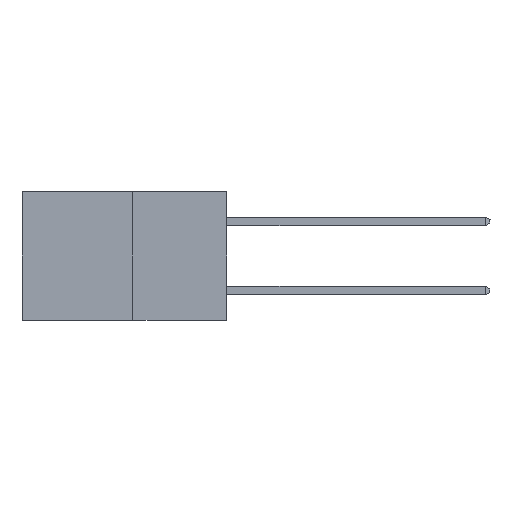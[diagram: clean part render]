
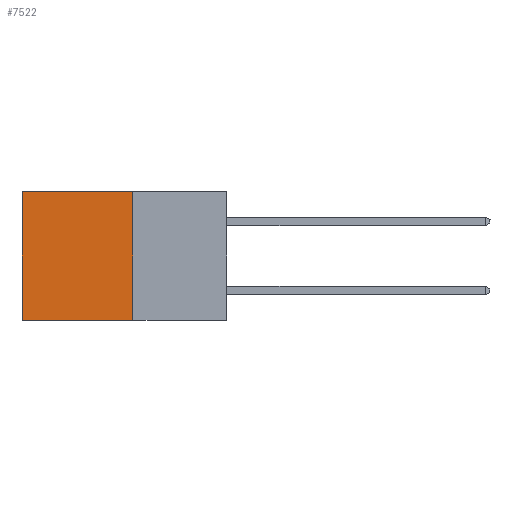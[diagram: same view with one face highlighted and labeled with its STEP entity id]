
A CAD part, left-side view. The second image highlights one B-rep face of the part: STEP entity #7522.
In plain terms, the highlighted planar face has unit normal (-1, 0, 0).
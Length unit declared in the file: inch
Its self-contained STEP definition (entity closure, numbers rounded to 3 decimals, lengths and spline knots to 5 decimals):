
#94 = ORIENTED_EDGE ( 'NONE', *, *, #2402, .T. ) ;
#156 = CARTESIAN_POINT ( 'NONE',  ( 0.277, 0.27, 0. ) ) ;
#689 = CARTESIAN_POINT ( 'NONE',  ( 0.277, 0.27, -0.37 ) ) ;
#895 = CARTESIAN_POINT ( 'NONE',  ( 0.277, 0.27, -0.37 ) ) ;
#1487 = VECTOR ( 'NONE', #12089, 39.37008 ) ;
#1980 = LINE ( 'NONE', #156, #1487 ) ;
#2078 = CARTESIAN_POINT ( 'NONE',  ( 0.277, 0.27, -0.37 ) ) ;
#2257 = DIRECTION ( 'NONE',  ( 1., 0., 0. ) ) ;
#2402 = EDGE_CURVE ( 'NONE', #17028, #2613, #9505, .T. ) ;
#2613 = VERTEX_POINT ( 'NONE', #5483 ) ;
#2946 = EDGE_CURVE ( 'NONE', #17816, #12593, #16078, .T. ) ;
#3067 = EDGE_LOOP ( 'NONE', ( #94, #4101, #12056, #8582 ) ) ;
#4101 = ORIENTED_EDGE ( 'NONE', *, *, #18397, .F. ) ;
#4847 = CARTESIAN_POINT ( 'NONE',  ( 0.277, 0.27, 0. ) ) ;
#5369 = LINE ( 'NONE', #2078, #12814 ) ;
#5483 = CARTESIAN_POINT ( 'NONE',  ( 0.277, 0.59, -0.37 ) ) ;
#5505 = VECTOR ( 'NONE', #16192, 39.37008 ) ;
#7240 = EDGE_CURVE ( 'NONE', #17816, #17028, #1980, .T. ) ;
#7522 = ADVANCED_FACE ( 'NONE', ( #12206 ), #18287, .F. ) ;
#8163 = CARTESIAN_POINT ( 'NONE',  ( 0.277, 0.59, -0.37 ) ) ;
#8582 = ORIENTED_EDGE ( 'NONE', *, *, #7240, .T. ) ;
#8987 = AXIS2_PLACEMENT_3D ( 'NONE', #689, #2257, #12628 ) ;
#9120 = CARTESIAN_POINT ( 'NONE',  ( 0.277, 0.59, 0. ) ) ;
#9505 = LINE ( 'NONE', #8163, #5505 ) ;
#9523 = CARTESIAN_POINT ( 'NONE',  ( 0.277, 0.27, -0.37 ) ) ;
#11438 = DIRECTION ( 'NONE',  ( 0., 0., -1. ) ) ;
#11836 = VECTOR ( 'NONE', #11438, 39.37008 ) ;
#12056 = ORIENTED_EDGE ( 'NONE', *, *, #2946, .F. ) ;
#12089 = DIRECTION ( 'NONE',  ( 0., 1., 0. ) ) ;
#12206 = FACE_OUTER_BOUND ( 'NONE', #3067, .T. ) ;
#12593 = VERTEX_POINT ( 'NONE', #895 ) ;
#12628 = DIRECTION ( 'NONE',  ( 0., 0., -1. ) ) ;
#12814 = VECTOR ( 'NONE', #13900, 39.37008 ) ;
#13900 = DIRECTION ( 'NONE',  ( 0., 1., 0. ) ) ;
#16078 = LINE ( 'NONE', #9523, #11836 ) ;
#16192 = DIRECTION ( 'NONE',  ( 0., 0., -1. ) ) ;
#17028 = VERTEX_POINT ( 'NONE', #9120 ) ;
#17816 = VERTEX_POINT ( 'NONE', #4847 ) ;
#18287 = PLANE ( 'NONE',  #8987 ) ;
#18397 = EDGE_CURVE ( 'NONE', #12593, #2613, #5369, .T. ) ;
